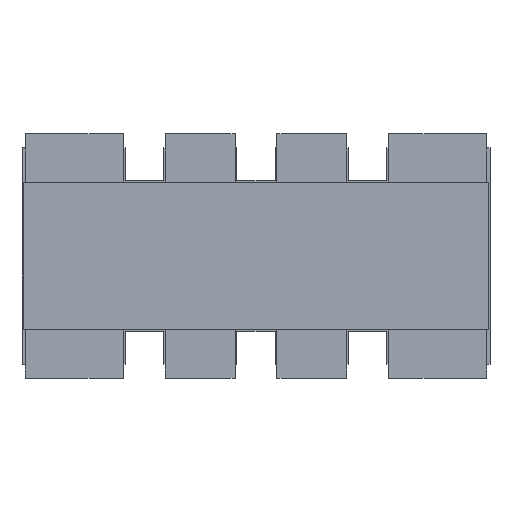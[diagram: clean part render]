
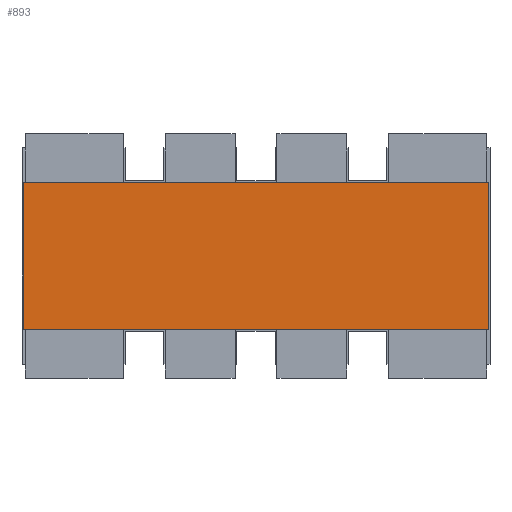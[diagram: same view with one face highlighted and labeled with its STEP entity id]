
A CAD part, top view. The second image highlights one B-rep face of the part: STEP entity #893.
In plain terms, the highlighted planar face has unit normal (0, 0, 1).
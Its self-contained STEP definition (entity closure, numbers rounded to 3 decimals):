
#286 = EDGE_LOOP ( 'NONE', ( #1349, #1333, #1330, #1319 ) ) ;
#893 = ADVANCED_FACE ( 'NONE', ( #3824 ), #3432, .T. ) ;
#1054 = EDGE_CURVE ( 'NONE', #1258, #1253, #2322, .T. ) ;
#1057 = EDGE_CURVE ( 'NONE', #1266, #1255, #2326, .T. ) ;
#1059 = EDGE_CURVE ( 'NONE', #1255, #1258, #2334, .T. ) ;
#1060 = EDGE_CURVE ( 'NONE', #1253, #1266, #2336, .T. ) ;
#1253 = VERTEX_POINT ( 'NONE', #3009 ) ;
#1255 = VERTEX_POINT ( 'NONE', #2952 ) ;
#1258 = VERTEX_POINT ( 'NONE', #2973 ) ;
#1266 = VERTEX_POINT ( 'NONE', #3043 ) ;
#1319 = ORIENTED_EDGE ( 'NONE', *, *, #1057, .T. ) ;
#1330 = ORIENTED_EDGE ( 'NONE', *, *, #1060, .T. ) ;
#1333 = ORIENTED_EDGE ( 'NONE', *, *, #1054, .T. ) ;
#1349 = ORIENTED_EDGE ( 'NONE', *, *, #1059, .T. ) ;
#1930 = AXIS2_PLACEMENT_3D ( 'NONE', #3367, #3296, #3359 ) ;
#2322 = LINE ( 'NONE', #3177, #2327 ) ;
#2326 = LINE ( 'NONE', #3403, #2333 ) ;
#2327 = VECTOR ( 'NONE', #3195, 1000. ) ;
#2333 = VECTOR ( 'NONE', #3426, 1000. ) ;
#2334 = LINE ( 'NONE', #3356, #2337 ) ;
#2336 = LINE ( 'NONE', #3515, #2339 ) ;
#2337 = VECTOR ( 'NONE', #3266, 1000. ) ;
#2339 = VECTOR ( 'NONE', #3299, 1000. ) ;
#2952 = CARTESIAN_POINT ( 'NONE',  ( 1.663, -0.525, 0.7 ) ) ;
#2973 = CARTESIAN_POINT ( 'NONE',  ( 1.662, 0.525, 0.7 ) ) ;
#3009 = CARTESIAN_POINT ( 'NONE',  ( -1.663, 0.525, 0.7 ) ) ;
#3043 = CARTESIAN_POINT ( 'NONE',  ( -1.663, -0.525, 0.7 ) ) ;
#3177 = CARTESIAN_POINT ( 'NONE',  ( -1.663, 0.525, 0.7 ) ) ;
#3195 = DIRECTION ( 'NONE',  ( -1., 0., 0. ) ) ;
#3266 = DIRECTION ( 'NONE',  ( 0., 1., 0. ) ) ;
#3296 = DIRECTION ( 'NONE',  ( 0., 0., 1. ) ) ;
#3299 = DIRECTION ( 'NONE',  ( 0., -1., 0. ) ) ;
#3356 = CARTESIAN_POINT ( 'NONE',  ( 1.662, 0.525, 0.7 ) ) ;
#3359 = DIRECTION ( 'NONE',  ( 1., 0., 0. ) ) ;
#3367 = CARTESIAN_POINT ( 'NONE',  ( 0., 0., 0.7 ) ) ;
#3403 = CARTESIAN_POINT ( 'NONE',  ( -1.663, -0.525, 0.7 ) ) ;
#3426 = DIRECTION ( 'NONE',  ( 1., 0., 0. ) ) ;
#3432 = PLANE ( 'NONE',  #1930 ) ;
#3515 = CARTESIAN_POINT ( 'NONE',  ( -1.663, 0.525, 0.7 ) ) ;
#3824 = FACE_OUTER_BOUND ( 'NONE', #286, .T. ) ;
